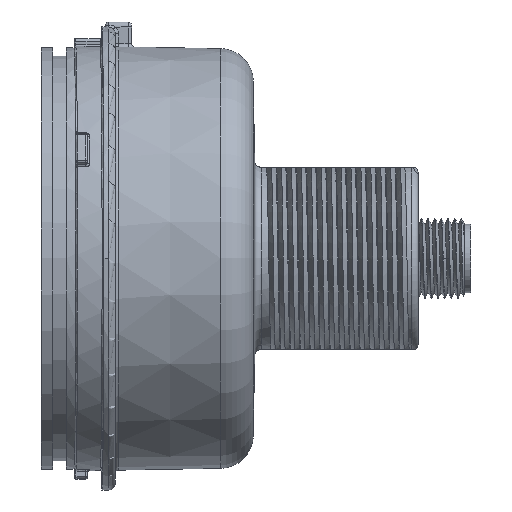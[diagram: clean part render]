
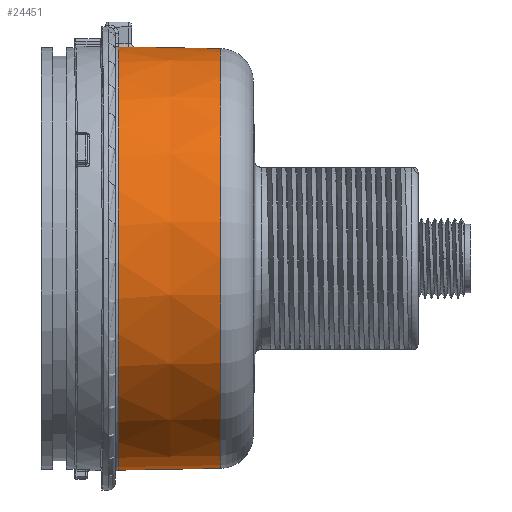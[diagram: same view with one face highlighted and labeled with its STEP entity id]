
A CAD part, left-side view. The second image highlights one B-rep face of the part: STEP entity #24451.
In plain terms, the highlighted conical face has half-angle 1 degrees and reference radius 31.861 mm.
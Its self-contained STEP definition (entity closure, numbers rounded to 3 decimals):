
#3416=DIRECTION('',(0.,-1.,0.017));
#3417=VECTOR('',#3416,15.483);
#3418=CARTESIAN_POINT('',(0.,-11.691,
-31.996));
#3419=LINE('',#3418,#3417);
#3425=DIRECTION('',(0.,1.,0.017));
#3426=VECTOR('',#3425,12.983);
#3427=CARTESIAN_POINT('',(0.,-27.172,
31.726));
#3428=LINE('',#3427,#3426);
#3484=CARTESIAN_POINT('',(0.,-14.191,0.));
#3485=DIRECTION('',(0.,1.,0.));
#3486=DIRECTION('',(-0.008,0.,1.));
#3487=AXIS2_PLACEMENT_3D('',#3484,#3485,#3486);
#3489=CARTESIAN_POINT('',(0.,-27.172,0.));
#3490=DIRECTION('',(0.,1.,0.));
#3491=DIRECTION('',(0.,0.,-1.));
#3492=AXIS2_PLACEMENT_3D('',#3489,#3490,#3491);
#3494=CARTESIAN_POINT('',(0.,-11.691,0.));
#3495=DIRECTION('',(0.,1.,0.));
#3496=DIRECTION('',(0.,0.,-1.));
#3497=AXIS2_PLACEMENT_3D('',#3494,#3495,#3496);
#3499=DIRECTION('',(0.,-1.,-0.017));
#3500=VECTOR('',#3499,1.5);
#3501=CARTESIAN_POINT('',(-1.231,-11.691,
31.972));
#3502=LINE('',#3501,#3500);
#3503=CARTESIAN_POINT('',(-1.231,-13.191,
31.946));
#3504=CARTESIAN_POINT('',(-1.231,-13.223,
31.946));
#3505=CARTESIAN_POINT('',(-1.228,-13.288,
31.945));
#3506=CARTESIAN_POINT('',(-1.214,-13.385,
31.944));
#3507=CARTESIAN_POINT('',(-1.19,-13.481,
31.943));
#3508=CARTESIAN_POINT('',(-1.157,-13.575,
31.942));
#3509=CARTESIAN_POINT('',(-1.115,-13.665,
31.942));
#3510=CARTESIAN_POINT('',(-1.065,-13.75,
31.943));
#3511=CARTESIAN_POINT('',(-1.006,-13.83,
31.943));
#3512=CARTESIAN_POINT('',(-0.94,-13.903,
31.944));
#3513=CARTESIAN_POINT('',(-0.868,-13.969,
31.945));
#3514=CARTESIAN_POINT('',(-0.789,-14.027,
31.946));
#3515=CARTESIAN_POINT('',(-0.705,-14.078,
31.947));
#3516=CARTESIAN_POINT('',(-0.617,-14.119,
31.948));
#3517=CARTESIAN_POINT('',(-0.526,-14.152,
31.949));
#3518=CARTESIAN_POINT('',(-0.433,-14.175,
31.95));
#3519=CARTESIAN_POINT('',(-0.339,-14.188,
31.951));
#3520=CARTESIAN_POINT('',(-0.277,-14.191,
31.951));
#3521=CARTESIAN_POINT('',(-0.246,-14.191,
31.952));
#18340=CARTESIAN_POINT('',(0.,-27.172,-31.726));
#18341=CARTESIAN_POINT('',(0.,-27.172,31.726));
#18342=VERTEX_POINT('',#18340);
#18343=VERTEX_POINT('',#18341);
#18489=CARTESIAN_POINT('',(0.,-11.691,
-31.996));
#18490=VERTEX_POINT('',#18489);
#18508=CARTESIAN_POINT('',(0.,-14.191,31.953));
#18509=VERTEX_POINT('',#18508);
#18510=CARTESIAN_POINT('',(-0.246,-14.191,
31.952));
#18511=VERTEX_POINT('',#18510);
#18512=VERTEX_POINT('',#3503);
#18515=CARTESIAN_POINT('',(-1.231,-11.691,
31.972));
#18516=VERTEX_POINT('',#18515);
#24434=CARTESIAN_POINT('',(0.,-19.432,0.));
#24435=DIRECTION('',(0.,1.,0.));
#24436=DIRECTION('',(0.,0.,-1.));
#24437=AXIS2_PLACEMENT_3D('',#24434,#24435,#24436);
#24438=CONICAL_SURFACE('',#24437,31.861,1.);
#24440=ORIENTED_EDGE('',*,*,#24439,.T.);
#24441=ORIENTED_EDGE('',*,*,#24359,.F.);
#24443=ORIENTED_EDGE('',*,*,#24442,.F.);
#24444=ORIENTED_EDGE('',*,*,#24355,.F.);
#24445=ORIENTED_EDGE('',*,*,#24378,.T.);
#24446=ORIENTED_EDGE('',*,*,#24424,.T.);
#24448=ORIENTED_EDGE('',*,*,#24447,.T.);
#24449=EDGE_LOOP('',(#24440,#24441,#24443,#24444,#24445,#24446,#24448));
#24450=FACE_OUTER_BOUND('',#24449,.F.);
#24451=ADVANCED_FACE('',(#24450),#24438,.T.);
#3488=CIRCLE('',#3487,31.953);
#3493=CIRCLE('',#3492,31.726);
#3498=CIRCLE('',#3497,31.996);
#3522=B_SPLINE_CURVE_WITH_KNOTS('',3,(#3503,#3504,#3505,#3506,#3507,#3508,#3509,
#3510,#3511,#3512,#3513,#3514,#3515,#3516,#3517,#3518,#3519,#3520,#3521),
.UNSPECIFIED.,.F.,.F.,(4,1,1,1,1,1,1,1,1,1,1,1,1,1,1,1,4),(0.,0.063,0.125,
0.188,0.25,0.313,0.375,0.438,0.5,0.563,0.625,0.688,
0.75,0.813,0.875,0.938,1.),.UNSPECIFIED.);
#24355=EDGE_CURVE('',#18490,#18342,#3419,.T.);
#24359=EDGE_CURVE('',#18343,#18509,#3428,.T.);
#24378=EDGE_CURVE('',#18490,#18516,#3498,.T.);
#24424=EDGE_CURVE('',#18516,#18512,#3502,.T.);
#24439=EDGE_CURVE('',#18511,#18509,#3488,.T.);
#24442=EDGE_CURVE('',#18342,#18343,#3493,.T.);
#24447=EDGE_CURVE('',#18512,#18511,#3522,.T.);
